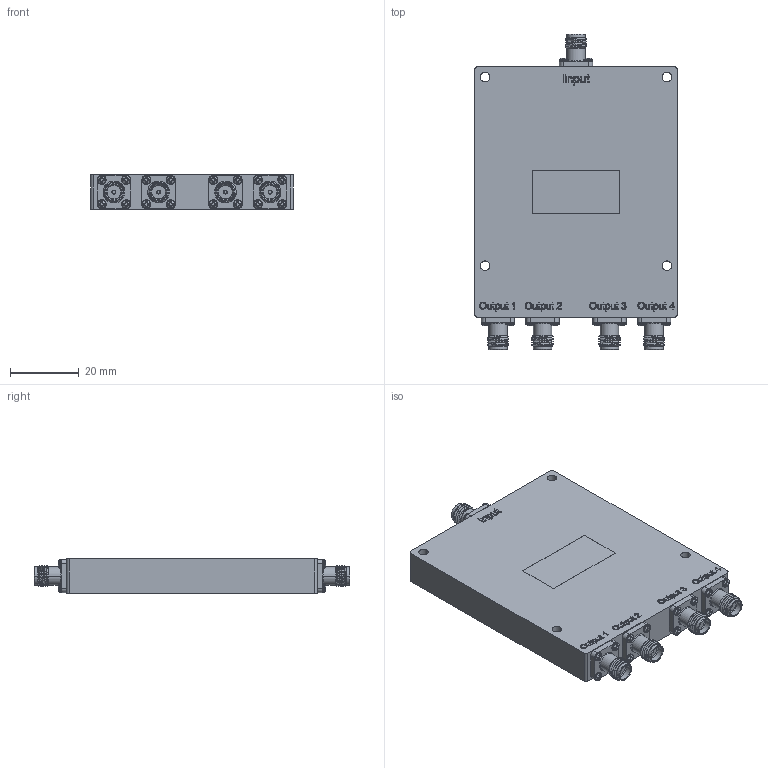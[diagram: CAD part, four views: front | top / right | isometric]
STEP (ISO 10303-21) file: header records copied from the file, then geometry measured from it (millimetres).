
FILE_DESCRIPTION (( 'STEP AP203' ), '1' );
FILE_NAME ('PE20DV1067 ¦ FMDV1067.step', '2019-09-18T17:21:20', ( '' ), ( '' ), 'SwSTEP 2.0', 'SolidWorks 2018', '' );
FILE_SCHEMA (( 'CONFIG_CONTROL_DESIGN' ));
Length unit declared in the file: inch
Products named in the file (1): PE20DV1067 ｦ FMDV1067
Bounding box: 59 x 92.05 x 10.03 mm (x, y, z)
Volume: 44323.4 mm3; surface area: 14189.6 mm2
Topology: 6 solids, 6 shells, 1417 faces, 3797 edges, 2493 vertices
Faces by surface type: plane 739, bspline 287, cylinder 221, cone 160, torus 10
Entity records: 61120 total; most frequent: CARTESIAN_POINT 28269, ORIENTED_EDGE 7594, DIRECTION 5612, EDGE_CURVE 3797, VERTEX_POINT 2493, AXIS2_PLACEMENT_3D 1873, VECTOR 1866, LINE 1866
